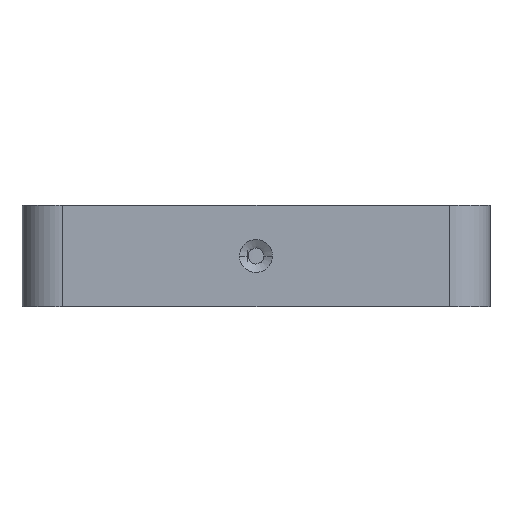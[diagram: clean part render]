
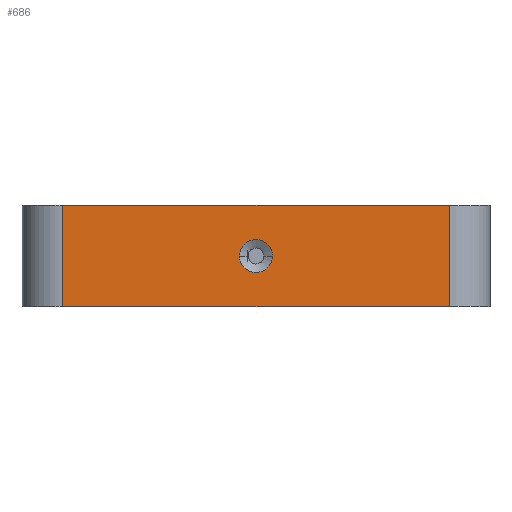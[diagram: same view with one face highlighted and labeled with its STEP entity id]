
A CAD part, front view. The second image highlights one B-rep face of the part: STEP entity #686.
In plain terms, the highlighted planar face has unit normal (0, -1, 0).
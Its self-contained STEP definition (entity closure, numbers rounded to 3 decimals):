
#282=FACE_BOUND('',#1566,.T.);
#686=ADVANCED_FACE('',(#1090,#282),#6917,.T.);
#1090=FACE_OUTER_BOUND('',#1565,.T.);
#1565=EDGE_LOOP('',(#3655,#3656,#3657,#3658));
#1566=EDGE_LOOP('',(#3659,#3660));
#3655=ORIENTED_EDGE('',*,*,#4653,.F.);
#3656=ORIENTED_EDGE('',*,*,#4738,.T.);
#3657=ORIENTED_EDGE('',*,*,#4739,.T.);
#3658=ORIENTED_EDGE('',*,*,#4736,.F.);
#3659=ORIENTED_EDGE('',*,*,#4661,.T.);
#3660=ORIENTED_EDGE('',*,*,#4660,.T.);
#4653=EDGE_CURVE('',#6462,#6463,#5746,.T.);
#4660=EDGE_CURVE('',#6475,#6476,#5264,.T.);
#4661=EDGE_CURVE('',#6476,#6475,#5265,.T.);
#4736=EDGE_CURVE('',#6463,#6513,#5796,.T.);
#4738=EDGE_CURVE('',#6462,#6514,#5797,.T.);
#4739=EDGE_CURVE('',#6514,#6513,#5798,.T.);
#5264=(
BOUNDED_CURVE()
B_SPLINE_CURVE(2,(#15304,#15305,#15306,#15307,#15308),.UNSPECIFIED.,.F.,
 .F.)
B_SPLINE_CURVE_WITH_KNOTS((3,2,3),(0.,2.546,5.093),
 .UNSPECIFIED.)
CURVE()
GEOMETRIC_REPRESENTATION_ITEM()
RATIONAL_B_SPLINE_CURVE((1.,0.707,1.,0.707,1.))
REPRESENTATION_ITEM('')
);
#5265=(
BOUNDED_CURVE()
B_SPLINE_CURVE(2,(#15309,#15310,#15311,#15312,#15313),.UNSPECIFIED.,.F.,
 .F.)
B_SPLINE_CURVE_WITH_KNOTS((3,2,3),(0.,2.546,5.093),
 .UNSPECIFIED.)
CURVE()
GEOMETRIC_REPRESENTATION_ITEM()
RATIONAL_B_SPLINE_CURVE((1.,0.707,1.,0.707,1.))
REPRESENTATION_ITEM('')
);
#5746=B_SPLINE_CURVE_WITH_KNOTS('',1,(#15284,#15285),.UNSPECIFIED.,.F.,
 .F.,(2,2),(-38.,0.),.UNSPECIFIED.);
#5796=B_SPLINE_CURVE_WITH_KNOTS('',1,(#15731,#15732),.UNSPECIFIED.,.F.,
 .F.,(2,2),(-10.,0.),.UNSPECIFIED.);
#5797=B_SPLINE_CURVE_WITH_KNOTS('',1,(#15736,#15737),.UNSPECIFIED.,.F.,
 .F.,(2,2),(-10.,0.),.UNSPECIFIED.);
#5798=B_SPLINE_CURVE_WITH_KNOTS('',1,(#15738,#15739),.UNSPECIFIED.,.F.,
 .F.,(2,2),(-38.,0.),.UNSPECIFIED.);
#6462=VERTEX_POINT('',#15189);
#6463=VERTEX_POINT('',#15190);
#6475=VERTEX_POINT('',#15202);
#6476=VERTEX_POINT('',#15203);
#6513=VERTEX_POINT('',#15240);
#6514=VERTEX_POINT('',#15241);
#6917=PLANE('',#7104);
#7104=AXIS2_PLACEMENT_3D('',#15142,#7274,$);
#7274=DIRECTION('',(0.,-1.,0.));
#15142=CARTESIAN_POINT('',(-33.705,-21.083,7.12));
#15189=CARTESIAN_POINT('',(-29.785,-21.083,6.));
#15190=CARTESIAN_POINT('',(8.215,-21.083,6.));
#15202=CARTESIAN_POINT('',(-9.164,-21.083,1.));
#15203=CARTESIAN_POINT('',(-12.406,-21.083,1.));
#15240=CARTESIAN_POINT('',(8.215,-21.083,-4.));
#15241=CARTESIAN_POINT('',(-29.785,-21.083,-4.));
#15284=CARTESIAN_POINT('',(-29.785,-21.083,6.));
#15285=CARTESIAN_POINT('',(8.215,-21.083,6.));
#15304=CARTESIAN_POINT('',(-9.164,-21.083,1.));
#15305=CARTESIAN_POINT('',(-9.164,-21.083,-0.621));
#15306=CARTESIAN_POINT('',(-10.785,-21.083,-0.621));
#15307=CARTESIAN_POINT('',(-12.406,-21.083,-0.621));
#15308=CARTESIAN_POINT('',(-12.406,-21.083,1.));
#15309=CARTESIAN_POINT('',(-12.406,-21.083,1.));
#15310=CARTESIAN_POINT('',(-12.406,-21.083,2.621));
#15311=CARTESIAN_POINT('',(-10.785,-21.083,2.621));
#15312=CARTESIAN_POINT('',(-9.164,-21.083,2.621));
#15313=CARTESIAN_POINT('',(-9.164,-21.083,1.));
#15731=CARTESIAN_POINT('',(8.215,-21.083,6.));
#15732=CARTESIAN_POINT('',(8.215,-21.083,-4.));
#15736=CARTESIAN_POINT('',(-29.785,-21.083,6.));
#15737=CARTESIAN_POINT('',(-29.785,-21.083,-4.));
#15738=CARTESIAN_POINT('',(-29.785,-21.083,-4.));
#15739=CARTESIAN_POINT('',(8.215,-21.083,-4.));
